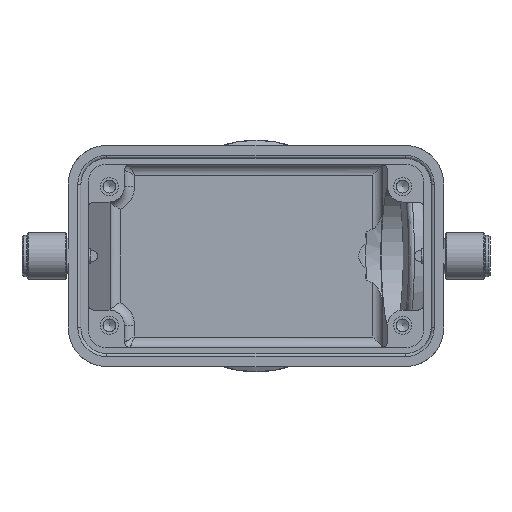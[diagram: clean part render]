
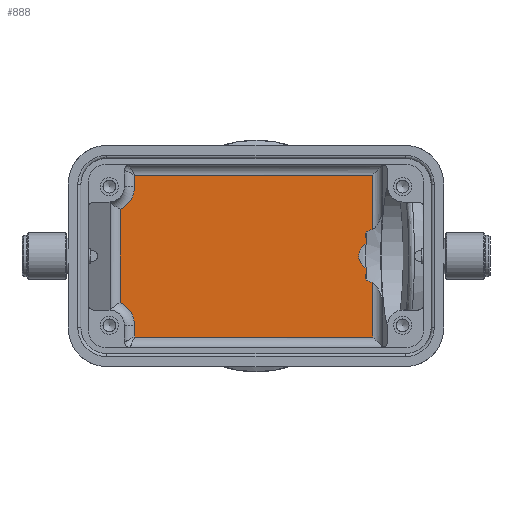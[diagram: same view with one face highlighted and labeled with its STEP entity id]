
A CAD part, front view. The second image highlights one B-rep face of the part: STEP entity #888.
In plain terms, the highlighted planar face has unit normal (0, -1, 0).
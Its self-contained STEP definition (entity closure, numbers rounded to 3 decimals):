
#435=PLANE('',#7297);
#643=CIRCLE('',#7294,5.);
#644=CIRCLE('',#7295,5.);
#888=ADVANCED_FACE('',(#1404),#435,.F.);
#1404=FACE_OUTER_BOUND('',#1758,.T.);
#1758=EDGE_LOOP('',(#2679,#2680,#2681,#2682,#2683,#2684,#2685,#2686,#2687,
#2688,#2689,#2690,#2691,#2692));
#2228=ELLIPSE('',#7292,111.372,15.5);
#2229=ELLIPSE('',#7293,114.965,16.);
#2230=ELLIPSE('',#7296,114.965,16.);
#2679=ORIENTED_EDGE('',*,*,#5363,.F.);
#2680=ORIENTED_EDGE('',*,*,#5364,.T.);
#2681=ORIENTED_EDGE('',*,*,#5365,.F.);
#2682=ORIENTED_EDGE('',*,*,#5366,.T.);
#2683=ORIENTED_EDGE('',*,*,#5203,.F.);
#2684=ORIENTED_EDGE('',*,*,#5367,.F.);
#2685=ORIENTED_EDGE('',*,*,#5362,.F.);
#2686=ORIENTED_EDGE('',*,*,#5368,.F.);
#2687=ORIENTED_EDGE('',*,*,#5369,.F.);
#2688=ORIENTED_EDGE('',*,*,#5370,.F.);
#2689=ORIENTED_EDGE('',*,*,#5350,.F.);
#2690=ORIENTED_EDGE('',*,*,#5371,.F.);
#2691=ORIENTED_EDGE('',*,*,#5372,.F.);
#2692=ORIENTED_EDGE('',*,*,#5373,.T.);
#4522=VERTEX_POINT('',#9613);
#4523=VERTEX_POINT('',#9614);
#4658=VERTEX_POINT('',#10224);
#4659=VERTEX_POINT('',#10289);
#4666=VERTEX_POINT('',#10326);
#4667=VERTEX_POINT('',#10408);
#4668=VERTEX_POINT('',#10412);
#4669=VERTEX_POINT('',#10413);
#4670=VERTEX_POINT('',#10415);
#4671=VERTEX_POINT('',#10417);
#4672=VERTEX_POINT('',#10421);
#4673=VERTEX_POINT('',#10423);
#4674=VERTEX_POINT('',#10426);
#4675=VERTEX_POINT('',#10428);
#5203=EDGE_CURVE('',#4522,#4523,#6214,.T.);
#5350=EDGE_CURVE('',#4658,#4659,#6280,.T.);
#5362=EDGE_CURVE('',#4667,#4666,#6286,.T.);
#5363=EDGE_CURVE('',#4668,#4669,#6287,.T.);
#5364=EDGE_CURVE('',#4668,#4670,#2228,.T.);
#5365=EDGE_CURVE('',#4671,#4670,#6288,.T.);
#5366=EDGE_CURVE('',#4671,#4523,#2229,.T.);
#5367=EDGE_CURVE('',#4666,#4522,#6289,.T.);
#5368=EDGE_CURVE('',#4672,#4667,#643,.T.);
#5369=EDGE_CURVE('',#4673,#4672,#6290,.T.);
#5370=EDGE_CURVE('',#4659,#4673,#644,.T.);
#5371=EDGE_CURVE('',#4674,#4658,#6291,.T.);
#5372=EDGE_CURVE('',#4675,#4674,#6292,.T.);
#5373=EDGE_CURVE('',#4675,#4669,#2230,.T.);
#6214=LINE('',#9612,#6715);
#6280=LINE('',#10288,#6781);
#6286=LINE('',#10409,#6787);
#6287=LINE('',#10411,#6788);
#6288=LINE('',#10416,#6789);
#6289=LINE('',#10419,#6790);
#6290=LINE('',#10422,#6791);
#6291=LINE('',#10425,#6792);
#6292=LINE('',#10427,#6793);
#6715=VECTOR('',#7857,1.);
#6781=VECTOR('',#8013,1.);
#6787=VECTOR('',#8031,1.);
#6788=VECTOR('',#8034,1.);
#6789=VECTOR('',#8037,1.);
#6790=VECTOR('',#8040,1.);
#6791=VECTOR('',#8043,1.);
#6792=VECTOR('',#8046,1.);
#6793=VECTOR('',#8047,1.);
#7292=AXIS2_PLACEMENT_3D('',#10414,#8035,#8036);
#7293=AXIS2_PLACEMENT_3D('',#10418,#8038,#8039);
#7294=AXIS2_PLACEMENT_3D('',#10420,#8041,#8042);
#7295=AXIS2_PLACEMENT_3D('',#10424,#8044,#8045);
#7296=AXIS2_PLACEMENT_3D('',#10429,#8048,#8049);
#7297=AXIS2_PLACEMENT_3D('',#10430,#8050,#8051);
#7857=DIRECTION('',(0.,0.,-1.));
#8013=DIRECTION('',(0.,0.,1.));
#8031=DIRECTION('',(0.,0.,1.));
#8034=DIRECTION('',(0.,0.,-1.));
#8035=DIRECTION('',(0.,1.,0.));
#8036=DIRECTION('',(1.,0.,0.));
#8037=DIRECTION('',(0.,0.,-1.));
#8038=DIRECTION('',(0.,1.,0.));
#8039=DIRECTION('',(1.,0.,0.));
#8040=DIRECTION('',(1.,0.,0.));
#8041=DIRECTION('',(0.,-1.,0.));
#8042=DIRECTION('',(-1.,0.,0.));
#8043=DIRECTION('',(0.,0.,1.));
#8044=DIRECTION('',(0.,-1.,0.));
#8045=DIRECTION('',(-1.,0.,0.));
#8046=DIRECTION('',(-1.,0.,0.));
#8047=DIRECTION('',(0.,0.,-1.));
#8048=DIRECTION('',(0.,1.,0.));
#8049=DIRECTION('',(1.,0.,0.));
#8050=DIRECTION('',(0.,1.,0.));
#8051=DIRECTION('',(1.,0.,0.));
#9612=CARTESIAN_POINT('',(33.906,-5.898,15.45));
#9613=CARTESIAN_POINT('',(33.906,-5.898,15.75));
#9614=CARTESIAN_POINT('',(33.906,-5.898,5.22));
#10224=CARTESIAN_POINT('',(-12.379,-5.898,-15.75));
#10288=CARTESIAN_POINT('',(-12.379,-5.898,-15.45));
#10289=CARTESIAN_POINT('',(-12.379,-5.898,-13.5));
#10326=CARTESIAN_POINT('',(-12.379,-5.898,15.75));
#10408=CARTESIAN_POINT('',(-12.379,-5.898,13.5));
#10409=CARTESIAN_POINT('',(-12.379,-5.898,13.5));
#10411=CARTESIAN_POINT('',(32.615,-5.898,17.65));
#10412=CARTESIAN_POINT('',(32.615,-5.898,-2.457));
#10413=CARTESIAN_POINT('',(32.615,-5.898,-4.667));
#10414=CARTESIAN_POINT('',(142.58,-5.898,0.));
#10415=CARTESIAN_POINT('',(32.615,-5.898,2.457));
#10416=CARTESIAN_POINT('',(32.615,-5.898,17.65));
#10417=CARTESIAN_POINT('',(32.615,-5.898,4.667));
#10418=CARTESIAN_POINT('',(142.58,-5.898,0.));
#10419=CARTESIAN_POINT('',(-12.279,-5.898,15.75));
#10420=CARTESIAN_POINT('',(-17.379,-5.898,13.5));
#10421=CARTESIAN_POINT('',(-15.184,-5.898,9.008));
#10422=CARTESIAN_POINT('',(-15.184,-5.898,-8.96));
#10423=CARTESIAN_POINT('',(-15.184,-5.898,-9.008));
#10424=CARTESIAN_POINT('',(-17.379,-5.898,-13.5));
#10425=CARTESIAN_POINT('',(33.906,-5.898,-15.75));
#10426=CARTESIAN_POINT('',(33.906,-5.898,-15.75));
#10427=CARTESIAN_POINT('',(33.906,-5.898,15.45));
#10428=CARTESIAN_POINT('',(33.906,-5.898,-5.22));
#10429=CARTESIAN_POINT('',(142.58,-5.898,0.));
#10430=CARTESIAN_POINT('',(-19.957,-5.898,17.65));
